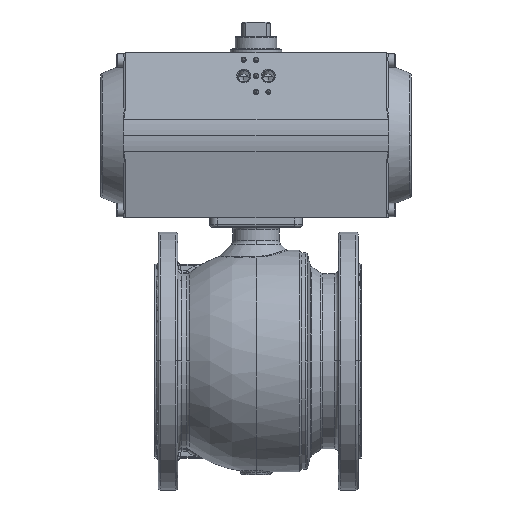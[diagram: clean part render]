
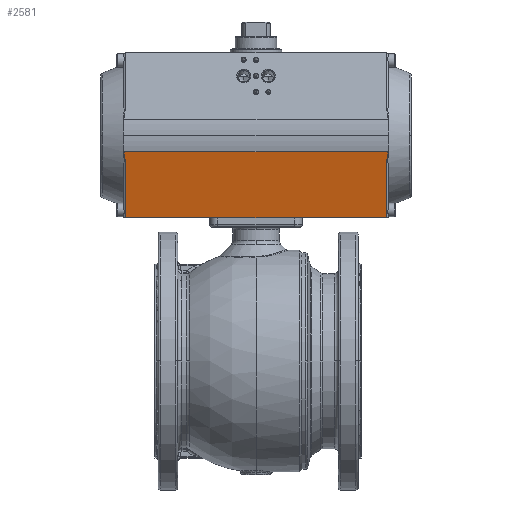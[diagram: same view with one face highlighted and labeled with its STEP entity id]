
A CAD part, top view. The second image highlights one B-rep face of the part: STEP entity #2581.
In plain terms, the highlighted planar face has unit normal (0, -0.23, 0.973).
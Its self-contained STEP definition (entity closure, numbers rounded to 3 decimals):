
#2581=ADVANCED_FACE('',(#6054),#6055,.T.);
#6054=FACE_OUTER_BOUND('',#10487,.T.);
#6055=PLANE('',#10488);
#10487=EDGE_LOOP('',(#22425,#22426,#22427,#22428,#22429,#22430));
#10488=AXIS2_PLACEMENT_3D('',#22431,#22432,#22433);
#22425=ORIENTED_EDGE('',*,*,#31362,.F.);
#22426=ORIENTED_EDGE('',*,*,#32617,.T.);
#22427=ORIENTED_EDGE('',*,*,#32618,.F.);
#22428=ORIENTED_EDGE('',*,*,#31740,.T.);
#22429=ORIENTED_EDGE('',*,*,#32619,.F.);
#22430=ORIENTED_EDGE('',*,*,#32620,.T.);
#22431=CARTESIAN_POINT('',(65.,203.265,66.668));
#22432=DIRECTION('',(0.,-0.23,0.973));
#22433=DIRECTION('',(-1.0,0.,0.));
#31362=EDGE_CURVE('',#37485,#37487,#37488,.T.);
#31740=EDGE_CURVE('',#38149,#38150,#38151,.T.);
#32617=EDGE_CURVE('',#37485,#39324,#39325,.T.);
#32618=EDGE_CURVE('',#38149,#39324,#39326,.T.);
#32619=EDGE_CURVE('',#39327,#38150,#39328,.T.);
#32620=EDGE_CURVE('',#39327,#37487,#39329,.T.);
#37485=VERTEX_POINT('',#47101);
#37487=VERTEX_POINT('',#47103);
#37488=LINE('',#47104,#47105);
#38149=VERTEX_POINT('',#48301);
#38150=VERTEX_POINT('',#48302);
#38151=LINE('',#48303,#48304);
#39324=VERTEX_POINT('',#50243);
#39325=B_SPLINE_CURVE_WITH_KNOTS('',3,(#50244,#50245,#50246,#50247,#50248,#50249,#50250,#50251,#50252,#50253,#50254),.UNSPECIFIED.,.F.,.F.,(4,2,1,1,1,2,4),(0.,0.167,0.333,0.5,0.667,0.833,1.),.UNSPECIFIED.);
#39326=LINE('',#50255,#50256);
#39327=VERTEX_POINT('',#50257);
#39328=LINE('',#50258,#50259);
#39329=B_SPLINE_CURVE_WITH_KNOTS('',3,(#50260,#50261,#50262,#50263,#50264,#50265,#50266,#50267,#50268,#50269),.UNSPECIFIED.,.F.,.F.,(4,2,1,1,1,1,4),(0.,0.167,0.333,0.5,0.667,0.833,1.),.UNSPECIFIED.);
#47101=CARTESIAN_POINT('',(-173.127,203.265,66.668));
#47103=CARTESIAN_POINT('',(83.127,203.265,66.668));
#47104=CARTESIAN_POINT('',(-173.127,203.265,66.668));
#47105=VECTOR('',#59288,256.254);
#48301=CARTESIAN_POINT('',(-171.5,139.0,51.5));
#48302=CARTESIAN_POINT('',(81.5,139.0,51.5));
#48303=CARTESIAN_POINT('',(-171.5,139.0,51.5));
#48304=VECTOR('',#59907,253.0);
#50243=CARTESIAN_POINT('',(-171.5,194.344,64.563));
#50244=CARTESIAN_POINT('',(-173.127,203.265,66.668));
#50245=CARTESIAN_POINT('',(-173.127,202.794,66.557));
#50246=CARTESIAN_POINT('',(-173.113,202.319,66.445));
#50247=CARTESIAN_POINT('',(-173.057,201.359,66.218));
#50248=CARTESIAN_POINT('',(-172.972,200.388,65.989));
#50249=CARTESIAN_POINT('',(-172.752,198.906,65.639));
#50250=CARTESIAN_POINT('',(-172.438,197.402,65.284));
#50251=CARTESIAN_POINT('',(-172.163,196.387,65.045));
#50252=CARTESIAN_POINT('',(-171.856,195.369,64.805));
#50253=CARTESIAN_POINT('',(-171.686,194.858,64.684));
#50254=CARTESIAN_POINT('',(-171.5,194.344,64.563));
#50255=CARTESIAN_POINT('',(-171.5,139.0,51.5));
#50256=VECTOR('',#61016,56.865);
#50257=CARTESIAN_POINT('',(81.5,194.344,64.563));
#50258=CARTESIAN_POINT('',(81.5,194.344,64.563));
#50259=VECTOR('',#61017,56.865);
#50260=CARTESIAN_POINT('',(81.5,194.344,64.563));
#50261=CARTESIAN_POINT('',(81.686,194.858,64.684));
#50262=CARTESIAN_POINT('',(81.856,195.369,64.805));
#50263=CARTESIAN_POINT('',(82.163,196.387,65.045));
#50264=CARTESIAN_POINT('',(82.438,197.402,65.284));
#50265=CARTESIAN_POINT('',(82.752,198.906,65.639));
#50266=CARTESIAN_POINT('',(82.972,200.388,65.989));
#50267=CARTESIAN_POINT('',(83.1,201.844,66.333));
#50268=CARTESIAN_POINT('',(83.127,202.794,66.557));
#50269=CARTESIAN_POINT('',(83.127,203.265,66.668));
#59288=DIRECTION('',(1.0,0.,0.));
#59907=DIRECTION('',(1.0,0.0,0.0));
#61016=DIRECTION('',(0.0,0.973,0.23));
#61017=DIRECTION('',(0.0,-0.973,-0.23));
